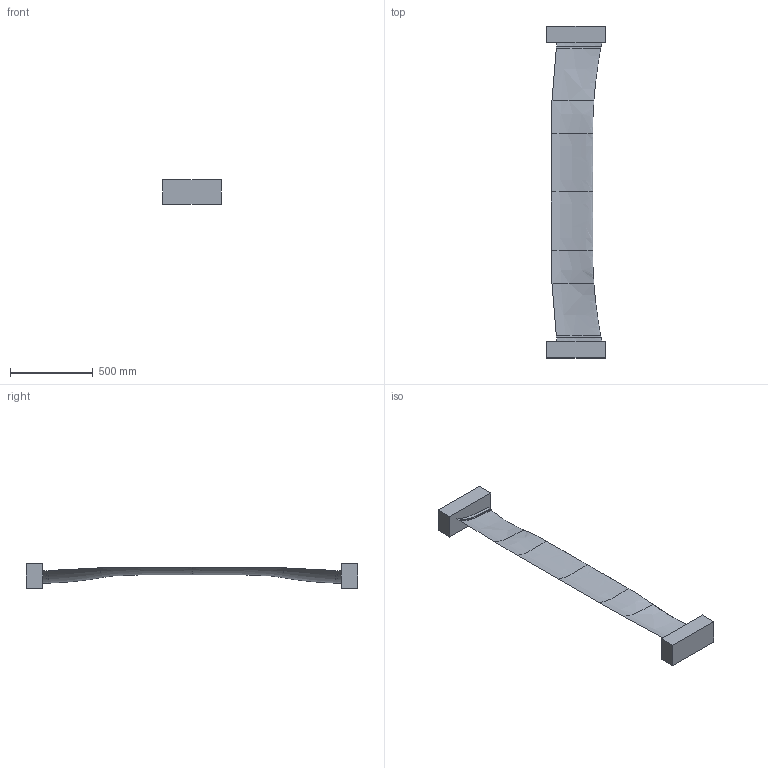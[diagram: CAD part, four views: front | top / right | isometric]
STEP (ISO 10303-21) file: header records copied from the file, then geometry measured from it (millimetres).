
FILE_DESCRIPTION(('CATIA V5 STEP Exchange'),'2;1');
FILE_NAME('Wing3Dagonzalespi.stp','2021-06-19T16:31:54+00:00',('none'),('none'),'CATIA Version 5 Release 21 GA (IN-10)','CATIA V5 STEP AP203','none');
FILE_SCHEMA(('CONFIG_CONTROL_DESIGN'));
Length unit declared in the file: millimetre
Products named in the file (1): Wing 3D
Bounding box: 350 x 2000 x 150 mm (x, y, z)
Volume: 19221978.5 mm3; surface area: 1362644.1 mm2
Topology: 1 solids, 1 shells, 60 faces, 138 edges, 87 vertices
Faces by surface type: bspline 48, plane 12
Entity records: 10653 total; most frequent: CARTESIAN_POINT 9654, ORIENTED_EDGE 248, EDGE_CURVE 124, B_SPLINE_CURVE_WITH_KNOTS 102, VERTEX_POINT 68, EDGE_LOOP 62, ADVANCED_FACE 60, FACE_OUTER_BOUND 60
